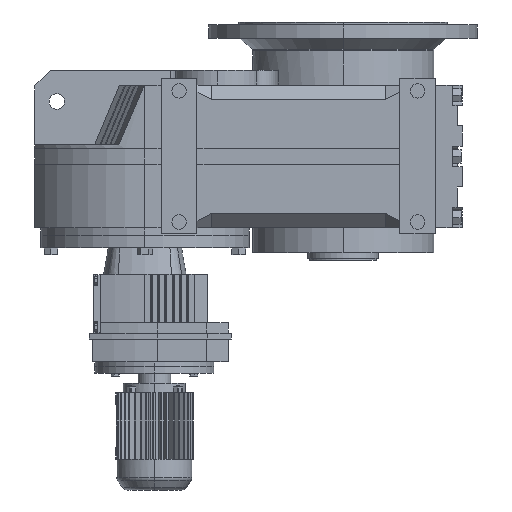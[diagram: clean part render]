
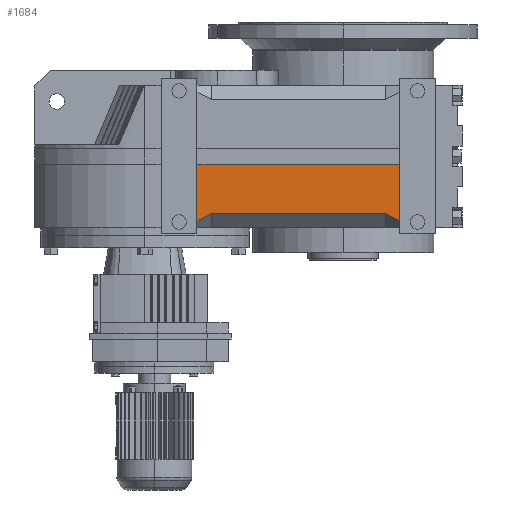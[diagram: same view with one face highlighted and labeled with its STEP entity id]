
A CAD part, left-side view. The second image highlights one B-rep face of the part: STEP entity #1684.
In plain terms, the highlighted planar face has unit normal (-1, 0, 0).
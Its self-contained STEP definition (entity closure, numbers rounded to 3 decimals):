
#48 = EDGE_CURVE('',#49,#51,#53,.T.);
#49 = VERTEX_POINT('',#50);
#50 = CARTESIAN_POINT('',(-214.6,-403.4,36.9));
#51 = VERTEX_POINT('',#52);
#52 = CARTESIAN_POINT('',(-214.6,-427.4,24.546));
#53 = SURFACE_CURVE('',#54,(#58,#70),.PCURVE_S1.);
#54 = LINE('',#55,#56);
#55 = CARTESIAN_POINT('',(-214.6,-417.811,29.482));
#56 = VECTOR('',#57,1.);
#57 = DIRECTION('',(0.,-0.889,-0.458)
  );
#58 = PCURVE('',#59,#64);
#59 = PLANE('',#60);
#60 = AXIS2_PLACEMENT_3D('',#61,#62,#63);
#61 = CARTESIAN_POINT('',(-185.577,-427.4,-4.477));
#62 = DIRECTION('',(0.664,-0.342,0.664));
#63 = DIRECTION('',(0.707,0.,-0.707)
  );
#64 = DEFINITIONAL_REPRESENTATION('',(#65),#69);
#65 = LINE('',#66,#67);
#66 = CARTESIAN_POINT('',(-44.535,10.204));
#67 = VECTOR('',#68,1.);
#68 = DIRECTION('',(0.324,-0.946));
#69 = ( GEOMETRIC_REPRESENTATION_CONTEXT(2) 
PARAMETRIC_REPRESENTATION_CONTEXT() REPRESENTATION_CONTEXT('2D SPACE',''
  ) );
#70 = PCURVE('',#71,#76);
#71 = PLANE('',#72);
#72 = AXIS2_PLACEMENT_3D('',#73,#74,#75);
#73 = CARTESIAN_POINT('',(-214.6,-532.4,252.1));
#74 = DIRECTION('',(1.,0.,0.));
#75 = DIRECTION('',(0.,1.,0.));
#76 = DEFINITIONAL_REPRESENTATION('',(#77),#81);
#77 = LINE('',#78,#79);
#78 = CARTESIAN_POINT('',(114.589,-222.618));
#79 = VECTOR('',#80,1.);
#80 = DIRECTION('',(-0.889,-0.458));
#81 = ( GEOMETRIC_REPRESENTATION_CONTEXT(2) 
PARAMETRIC_REPRESENTATION_CONTEXT() REPRESENTATION_CONTEXT('2D SPACE',''
  ) );
#99 = PLANE('',#100);
#100 = AXIS2_PLACEMENT_3D('',#101,#102,#103);
#101 = CARTESIAN_POINT('',(-214.6,-532.4,36.9));
#102 = DIRECTION('',(0.707,0.,0.707)
  );
#103 = DIRECTION('',(0.707,0.,-0.707));
#153 = PLANE('',#154);
#154 = AXIS2_PLACEMENT_3D('',#155,#156,#157);
#155 = CARTESIAN_POINT('',(-178.6,-427.4,2.5));
#156 = DIRECTION('',(0.,1.,0.));
#157 = DIRECTION('',(-1.,0.,0.));
#231 = PLANE('',#232);
#232 = AXIS2_PLACEMENT_3D('',#233,#234,#235);
#233 = CARTESIAN_POINT('',(-185.577,-87.4,-4.477));
#234 = DIRECTION('',(0.664,0.342,0.664));
#235 = DIRECTION('',(0.707,0.,-0.707
    ));
#259 = PLANE('',#260);
#260 = AXIS2_PLACEMENT_3D('',#261,#262,#263);
#261 = CARTESIAN_POINT('',(-178.6,-87.4,2.5));
#262 = DIRECTION('',(0.,-1.,0.));
#263 = DIRECTION('',(1.,0.,0.));
#1425 = VERTEX_POINT('',#1426);
#1426 = CARTESIAN_POINT('',(-214.6,-427.4,119.5));
#1440 = PLANE('',#1441);
#1441 = AXIS2_PLACEMENT_3D('',#1442,#1443,#1444);
#1442 = CARTESIAN_POINT('',(-9.231,1.,119.5));
#1443 = DIRECTION('',(0.,0.,-1.));
#1444 = DIRECTION('',(-1.,0.,0.));
#1452 = EDGE_CURVE('',#51,#1425,#1453,.T.);
#1453 = SURFACE_CURVE('',#1454,(#1458,#1465),.PCURVE_S1.);
#1454 = LINE('',#1455,#1456);
#1455 = CARTESIAN_POINT('',(-214.6,-427.4,252.1));
#1456 = VECTOR('',#1457,1.);
#1457 = DIRECTION('',(0.,0.,1.));
#1458 = PCURVE('',#153,#1459);
#1459 = DEFINITIONAL_REPRESENTATION('',(#1460),#1464);
#1460 = LINE('',#1461,#1462);
#1461 = CARTESIAN_POINT('',(36.,249.6));
#1462 = VECTOR('',#1463,1.);
#1463 = DIRECTION('',(0.,1.));
#1464 = ( GEOMETRIC_REPRESENTATION_CONTEXT(2) 
PARAMETRIC_REPRESENTATION_CONTEXT() REPRESENTATION_CONTEXT('2D SPACE',''
  ) );
#1465 = PCURVE('',#71,#1466);
#1466 = DEFINITIONAL_REPRESENTATION('',(#1467),#1471);
#1467 = LINE('',#1468,#1469);
#1468 = CARTESIAN_POINT('',(105.,0.));
#1469 = VECTOR('',#1470,1.);
#1470 = DIRECTION('',(0.,1.));
#1471 = ( GEOMETRIC_REPRESENTATION_CONTEXT(2) 
PARAMETRIC_REPRESENTATION_CONTEXT() REPRESENTATION_CONTEXT('2D SPACE',''
  ) );
#1639 = EDGE_CURVE('',#1640,#49,#1642,.T.);
#1640 = VERTEX_POINT('',#1641);
#1641 = CARTESIAN_POINT('',(-214.6,-111.4,36.9));
#1642 = SURFACE_CURVE('',#1643,(#1647,#1654),.PCURVE_S1.);
#1643 = LINE('',#1644,#1645);
#1644 = CARTESIAN_POINT('',(-214.6,-532.4,36.9));
#1645 = VECTOR('',#1646,1.);
#1646 = DIRECTION('',(0.,-1.,0.));
#1647 = PCURVE('',#99,#1648);
#1648 = DEFINITIONAL_REPRESENTATION('',(#1649),#1653);
#1649 = LINE('',#1650,#1651);
#1650 = CARTESIAN_POINT('',(0.,0.));
#1651 = VECTOR('',#1652,1.);
#1652 = DIRECTION('',(0.,-1.));
#1653 = ( GEOMETRIC_REPRESENTATION_CONTEXT(2) 
PARAMETRIC_REPRESENTATION_CONTEXT() REPRESENTATION_CONTEXT('2D SPACE',''
  ) );
#1654 = PCURVE('',#71,#1655);
#1655 = DEFINITIONAL_REPRESENTATION('',(#1656),#1660);
#1656 = LINE('',#1657,#1658);
#1657 = CARTESIAN_POINT('',(0.,-215.2));
#1658 = VECTOR('',#1659,1.);
#1659 = DIRECTION('',(-1.,0.));
#1660 = ( GEOMETRIC_REPRESENTATION_CONTEXT(2) 
PARAMETRIC_REPRESENTATION_CONTEXT() REPRESENTATION_CONTEXT('2D SPACE',''
  ) );
#1684 = ADVANCED_FACE('',(#1685),#71,.F.);
#1685 = FACE_BOUND('',#1686,.T.);
#1686 = EDGE_LOOP('',(#1687,#1712,#1733,#1734,#1735,#1736));
#1687 = ORIENTED_EDGE('',*,*,#1688,.T.);
#1688 = EDGE_CURVE('',#1689,#1691,#1693,.T.);
#1689 = VERTEX_POINT('',#1690);
#1690 = CARTESIAN_POINT('',(-214.6,-87.4,119.5));
#1691 = VERTEX_POINT('',#1692);
#1692 = CARTESIAN_POINT('',(-214.6,-87.4,24.546));
#1693 = SURFACE_CURVE('',#1694,(#1698,#1705),.PCURVE_S1.);
#1694 = LINE('',#1695,#1696);
#1695 = CARTESIAN_POINT('',(-214.6,-87.4,252.1));
#1696 = VECTOR('',#1697,1.);
#1697 = DIRECTION('',(0.,0.,-1.));
#1698 = PCURVE('',#71,#1699);
#1699 = DEFINITIONAL_REPRESENTATION('',(#1700),#1704);
#1700 = LINE('',#1701,#1702);
#1701 = CARTESIAN_POINT('',(445.,0.));
#1702 = VECTOR('',#1703,1.);
#1703 = DIRECTION('',(0.,-1.));
#1704 = ( GEOMETRIC_REPRESENTATION_CONTEXT(2) 
PARAMETRIC_REPRESENTATION_CONTEXT() REPRESENTATION_CONTEXT('2D SPACE',''
  ) );
#1705 = PCURVE('',#259,#1706);
#1706 = DEFINITIONAL_REPRESENTATION('',(#1707),#1711);
#1707 = LINE('',#1708,#1709);
#1708 = CARTESIAN_POINT('',(-36.,249.6));
#1709 = VECTOR('',#1710,1.);
#1710 = DIRECTION('',(0.,-1.));
#1711 = ( GEOMETRIC_REPRESENTATION_CONTEXT(2) 
PARAMETRIC_REPRESENTATION_CONTEXT() REPRESENTATION_CONTEXT('2D SPACE',''
  ) );
#1712 = ORIENTED_EDGE('',*,*,#1713,.T.);
#1713 = EDGE_CURVE('',#1691,#1640,#1714,.T.);
#1714 = SURFACE_CURVE('',#1715,(#1719,#1726),.PCURVE_S1.);
#1715 = LINE('',#1716,#1717);
#1716 = CARTESIAN_POINT('',(-214.6,-531.789,253.287));
#1717 = VECTOR('',#1718,1.);
#1718 = DIRECTION('',(0.,-0.889,0.458
    ));
#1719 = PCURVE('',#71,#1720);
#1720 = DEFINITIONAL_REPRESENTATION('',(#1721),#1725);
#1721 = LINE('',#1722,#1723);
#1722 = CARTESIAN_POINT('',(0.611,1.187));
#1723 = VECTOR('',#1724,1.);
#1724 = DIRECTION('',(-0.889,0.458));
#1725 = ( GEOMETRIC_REPRESENTATION_CONTEXT(2) 
PARAMETRIC_REPRESENTATION_CONTEXT() REPRESENTATION_CONTEXT('2D SPACE',''
  ) );
#1726 = PCURVE('',#231,#1727);
#1727 = DEFINITIONAL_REPRESENTATION('',(#1728),#1732);
#1728 = LINE('',#1729,#1730);
#1729 = CARTESIAN_POINT('',(-202.789,-472.909));
#1730 = VECTOR('',#1731,1.);
#1731 = DIRECTION('',(-0.324,-0.946));
#1732 = ( GEOMETRIC_REPRESENTATION_CONTEXT(2) 
PARAMETRIC_REPRESENTATION_CONTEXT() REPRESENTATION_CONTEXT('2D SPACE',''
  ) );
#1733 = ORIENTED_EDGE('',*,*,#1639,.T.);
#1734 = ORIENTED_EDGE('',*,*,#48,.T.);
#1735 = ORIENTED_EDGE('',*,*,#1452,.T.);
#1736 = ORIENTED_EDGE('',*,*,#1737,.T.);
#1737 = EDGE_CURVE('',#1425,#1689,#1738,.T.);
#1738 = SURFACE_CURVE('',#1739,(#1743,#1750),.PCURVE_S1.);
#1739 = LINE('',#1740,#1741);
#1740 = CARTESIAN_POINT('',(-214.6,-532.4,119.5));
#1741 = VECTOR('',#1742,1.);
#1742 = DIRECTION('',(0.,1.,0.));
#1743 = PCURVE('',#71,#1744);
#1744 = DEFINITIONAL_REPRESENTATION('',(#1745),#1749);
#1745 = LINE('',#1746,#1747);
#1746 = CARTESIAN_POINT('',(0.,-132.6));
#1747 = VECTOR('',#1748,1.);
#1748 = DIRECTION('',(1.,0.));
#1749 = ( GEOMETRIC_REPRESENTATION_CONTEXT(2) 
PARAMETRIC_REPRESENTATION_CONTEXT() REPRESENTATION_CONTEXT('2D SPACE',''
  ) );
#1750 = PCURVE('',#1440,#1751);
#1751 = DEFINITIONAL_REPRESENTATION('',(#1752),#1756);
#1752 = LINE('',#1753,#1754);
#1753 = CARTESIAN_POINT('',(205.369,-533.4));
#1754 = VECTOR('',#1755,1.);
#1755 = DIRECTION('',(0.,1.));
#1756 = ( GEOMETRIC_REPRESENTATION_CONTEXT(2) 
PARAMETRIC_REPRESENTATION_CONTEXT() REPRESENTATION_CONTEXT('2D SPACE',''
  ) );
